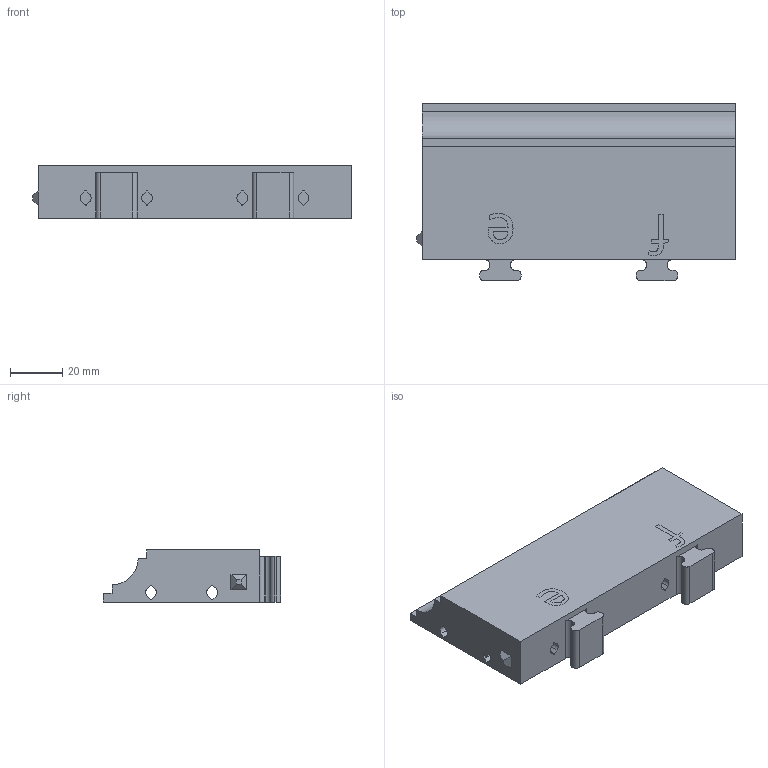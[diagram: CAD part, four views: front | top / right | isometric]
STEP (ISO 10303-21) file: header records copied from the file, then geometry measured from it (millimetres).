
FILE_DESCRIPTION(/* description */ ('STEP AP242','CAx-IF Rec.Pracs.---Representation and Presentation of Product Manufacturing Information (PMI)---4.0---2014-10-13','CAx-IF Rec.Pracs.---3D Tessellated Geometry---0.4---2014-09-14','2;1','CAx-IF Rec.Pracs.---User Defined Attributes---1.5---2016-08-15'),/* implementation_level */ '2;1');
FILE_NAME(/* name */ '6914f9b05bbdd15231828863',/* time_stamp */ '2025-11-12T21:18:41Z',/* author */ (''),/* organization */ (''),/* preprocessor_version */ 'ST-DEVELOPER v20',/* originating_system */ 'ONSHAPE BY PTC INC, 1.206',/* authorisation */ ' ');
FILE_SCHEMA (('AP242_MANAGED_MODEL_BASED_3D_ENGINEERING_MIM_LF { 1 0 10303 442 1 1 4 }'));
Length unit declared in the file: metre
Products named in the file (3): Black-fe-Duplicate-e; Black-fe-Duplicate-f; FE2x1-TQFS-feBlackMagEdge15x5x2
Bounding box: 121.95 x 67.97 x 20 mm (x, y, z)
Volume: 109699.1 mm3; surface area: 31579.2 mm2
Topology: 3 solids, 3 shells, 363 faces, 1066 edges, 690 vertices
Faces by surface type: plane 234, cylinder 85, bspline 42, cone 2
Full cylindrical faces by diameter (mm): 14 x2
Entity records: 12302 total; most frequent: CARTESIAN_POINT 2676, ORIENTED_EDGE 2124, DIRECTION 1810, EDGE_CURVE 1062, LINE 746, VECTOR 746, VERTEX_POINT 690, AXIS2_PLACEMENT_3D 532
